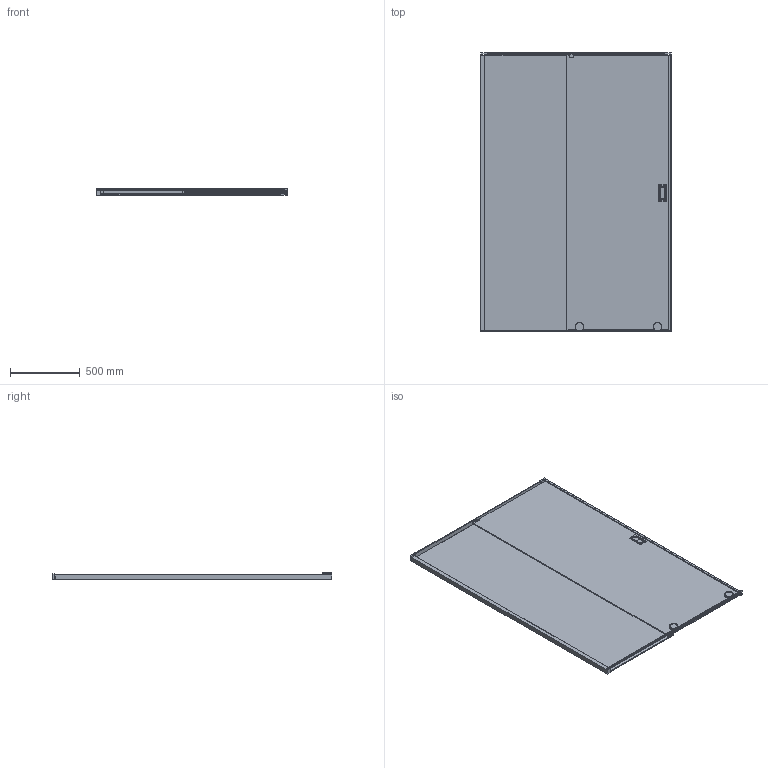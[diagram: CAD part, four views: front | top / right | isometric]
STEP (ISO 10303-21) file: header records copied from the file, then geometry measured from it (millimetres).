
FILE_DESCRIPTION (( 'STEP AP214' ), '1' );
FILE_NAME ('cgp14_040.STEP', '2020-04-22T00:36:21', ( '' ), ( '' ), 'SwSTEP 2.0', 'SolidWorks 2016', '' );
FILE_SCHEMA (( 'AUTOMOTIVE_DESIGN' ));
Length unit declared in the file: millimetre
Products named in the file (1): cgp14_040
Bounding box: 1365 x 2000.9 x 53.4 mm (x, y, z)
Volume: 25248073.2 mm3; surface area: 6269079.7 mm2
Topology: 1 solids, 7 shells, 718 faces, 1873 edges, 1170 vertices
Faces by surface type: cylinder 302, plane 257, bspline 141, cone 14, torus 4
Entity records: 33442 total; most frequent: CARTESIAN_POINT 9752, ORIENTED_EDGE 3706, DIRECTION 3440, EDGE_CURVE 1853, AXIS2_PLACEMENT_3D 1282, VERTEX_POINT 1170, VECTOR 876, LINE 876
